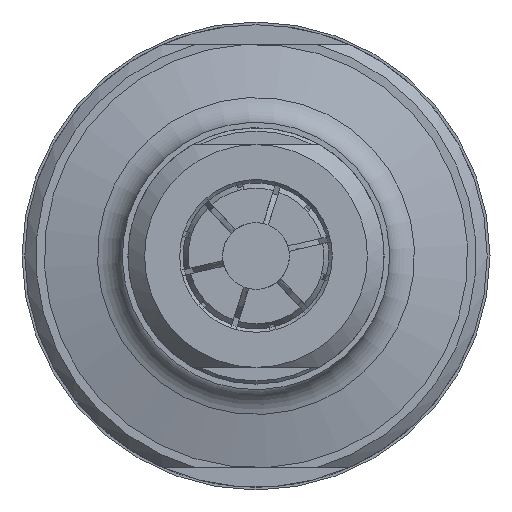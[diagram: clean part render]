
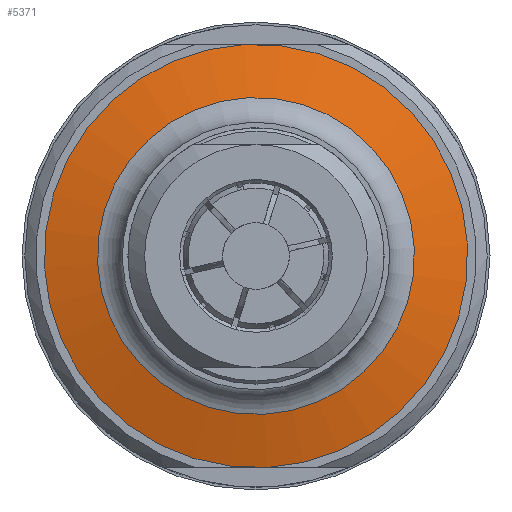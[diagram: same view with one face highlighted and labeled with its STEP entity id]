
A CAD part, left-side view. The second image highlights one B-rep face of the part: STEP entity #5371.
In plain terms, the highlighted conical face has half-angle 75 degrees and reference radius 16.612 mm.
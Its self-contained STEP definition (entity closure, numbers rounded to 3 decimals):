
#903=FACE_BOUND('',#1920,.T.);
#935=CONICAL_SURFACE('',#5763,16.612,75.);
#1574=FACE_OUTER_BOUND('',#1919,.T.);
#1919=EDGE_LOOP('',(#4306));
#1920=EDGE_LOOP('',(#4307));
#2182=CIRCLE('',#5762,19.);
#2183=CIRCLE('',#5764,14.224);
#2627=VERTEX_POINT('',#8434);
#2628=VERTEX_POINT('',#8437);
#3229=EDGE_CURVE('',#2627,#2627,#2182,.T.);
#3230=EDGE_CURVE('',#2628,#2628,#2183,.T.);
#4306=ORIENTED_EDGE('',*,*,#3229,.F.);
#4307=ORIENTED_EDGE('',*,*,#3230,.T.);
#5371=ADVANCED_FACE('',(#1574,#903),#935,.T.);
#5762=AXIS2_PLACEMENT_3D('',#8435,#6754,#6755);
#5763=AXIS2_PLACEMENT_3D('',#8436,#6756,#6757);
#5764=AXIS2_PLACEMENT_3D('',#8438,#6758,#6759);
#6754=DIRECTION('center_axis',(1.,0.,0.));
#6755=DIRECTION('ref_axis',(0.,-0.798,-0.602));
#6756=DIRECTION('center_axis',(1.,0.,0.));
#6757=DIRECTION('ref_axis',(0.,-0.798,-0.602));
#6758=DIRECTION('center_axis',(1.,0.,0.));
#6759=DIRECTION('ref_axis',(0.,-0.798,-0.602));
#8434=CARTESIAN_POINT('',(-88.3,-15.168,-11.443));
#8435=CARTESIAN_POINT('Origin',(-88.3,0.,
0.));
#8436=CARTESIAN_POINT('Origin',(-88.94,0.,0.));
#8437=CARTESIAN_POINT('',(-89.58,-11.355,-8.566));
#8438=CARTESIAN_POINT('Origin',(-89.58,0.,
0.));
